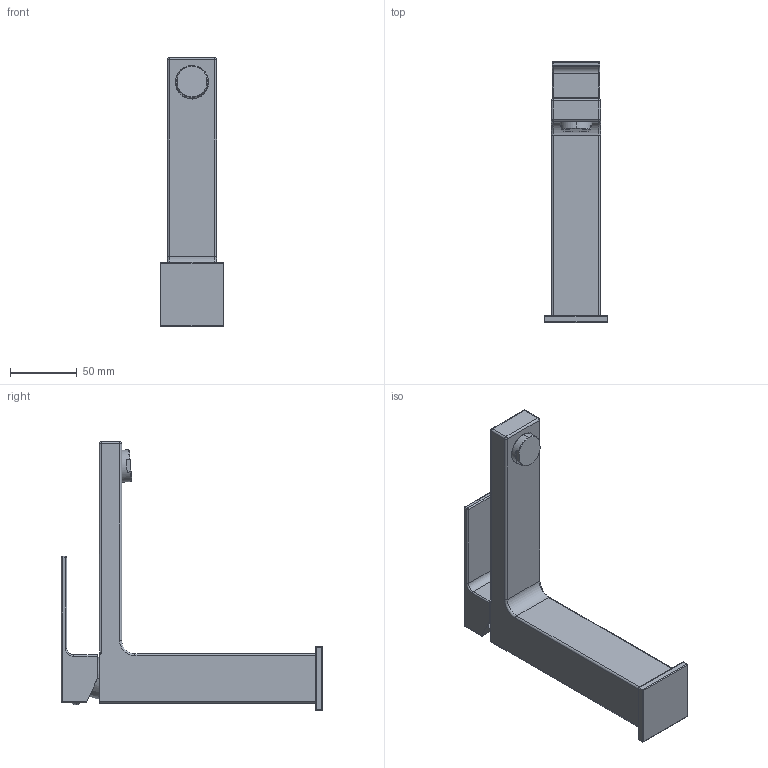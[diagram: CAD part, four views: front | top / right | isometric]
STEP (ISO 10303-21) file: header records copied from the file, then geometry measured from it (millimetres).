
FILE_DESCRIPTION((''),'2;1');
FILE_NAME('EL074CR','2021-01-14T08:29:48',('ut3'),('PAFFONI SpA'),'CREO PARAMETRIC BY PTC INC, 2020044','CREO PARAMETRIC BY PTC INC, 2020044','');
FILE_SCHEMA(('CONFIG_CONTROL_DESIGN','SHAPE_APPEARANCE_LAYERS_GROUPS'));
Length unit declared in the file: millimetre
Products named in the file (1): EL074CR
Bounding box: 48 x 196.28 x 202 mm (x, y, z)
Volume: 364370.2 mm3; surface area: 63700.9 mm2
Topology: 2 solids, 2 shells, 179 faces, 410 edges, 243 vertices
Faces by surface type: cylinder 72, plane 57, sphere 20, cone 14, bspline 8, torus 8
Entity records: 7560 total; most frequent: CARTESIAN_POINT 2210, DIRECTION 856, ORIENTED_EDGE 816, EDGE_CURVE 408, AXIS2_PLACEMENT_3D 329, VERTEX_POINT 243, VECTOR 198, LINE 198
